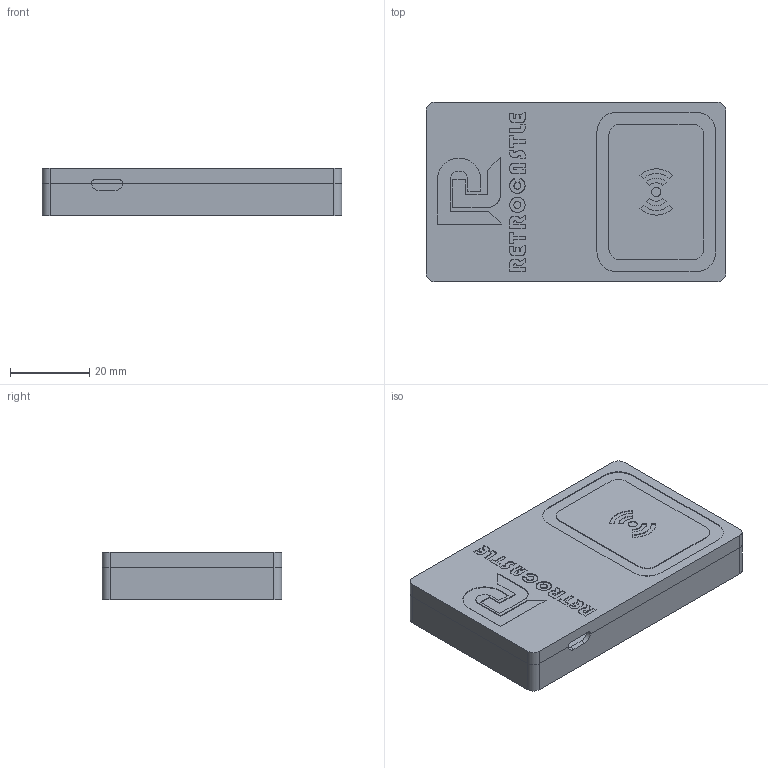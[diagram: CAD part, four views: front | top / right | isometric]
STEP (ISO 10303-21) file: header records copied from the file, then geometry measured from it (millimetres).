
FILE_DESCRIPTION(/* description */ (''),/* implementation_level */ '2;1');
FILE_NAME(/* name */ 'NFC Case Micro USB v14.step',/* time_stamp */ '2023-11-08T14:16:28+08:00',/* author */ (''),/* organization */ (''),/* preprocessor_version */ 'ST-DEVELOPER v20',/* originating_system */ 'Autodesk Translation Framework v12.14.0.127',/* authorisation */ '');
FILE_SCHEMA (('AUTOMOTIVE_DESIGN { 1 0 10303 214 3 1 1 }'));
Length unit declared in the file: millimetre
Products named in the file (2): NFC Case Micro USB; Case
Assembly tree (1 placements, depth 2):
  NFC Case Micro USB
    Case
Bounding box: 75.6 x 45.3 x 11.9 mm (x, y, z)
Volume: 14650.1 mm3; surface area: 19419.4 mm2
Topology: 2 solids, 2 shells, 1153 faces, 3319 edges, 2204 vertices
Faces by surface type: plane 1055, cylinder 50, bspline 40, cone 8
Full cylindrical faces by diameter (mm): 2.8 x4, 6 x2
Entity records: 37183 total; most frequent: CARTESIAN_POINT 7047, ORIENTED_EDGE 6638, DIRECTION 5577, EDGE_CURVE 3319, LINE 3125, VECTOR 3125, VERTEX_POINT 2204, AXIS2_PLACEMENT_3D 1226
